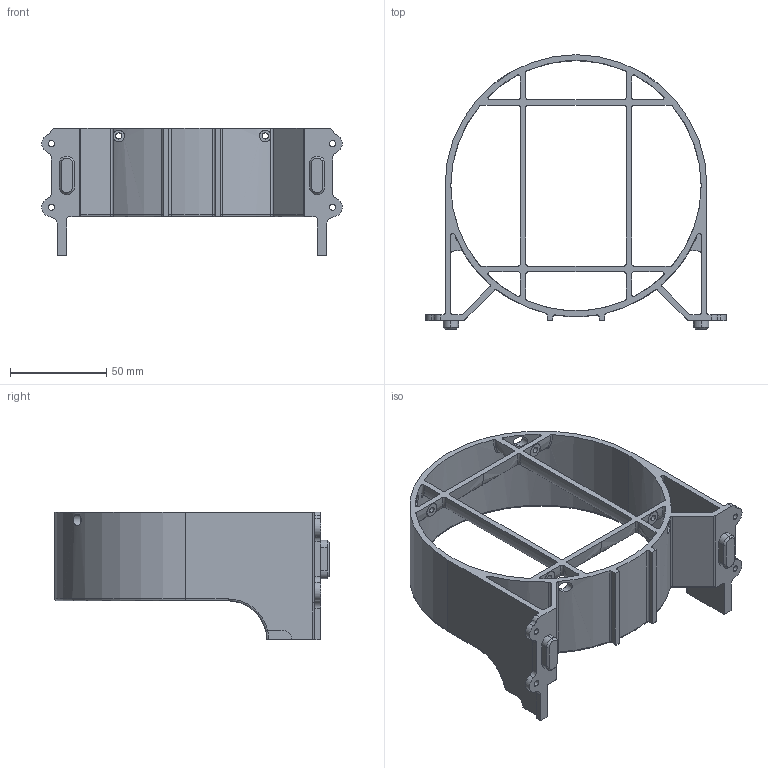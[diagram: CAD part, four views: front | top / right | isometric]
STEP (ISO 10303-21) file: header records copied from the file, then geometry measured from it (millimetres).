
FILE_DESCRIPTION (( 'STEP AP214' ), '1' );
FILE_NAME ('Canal horizontal V3.STEP', '2019-07-27T15:05:27', ( '' ), ( '' ), 'SwSTEP 2.0', 'SolidWorks 2017', '' );
FILE_SCHEMA (( 'AUTOMOTIVE_DESIGN' ));
Length unit declared in the file: millimetre
Products named in the file (1): Canal horizontal V3
Bounding box: 156 x 142.5 x 66.2 mm (x, y, z)
Volume: 97017.2 mm3; surface area: 67989.4 mm2
Topology: 1 solids, 1 shells, 272 faces, 732 edges, 444 vertices
Faces by surface type: cylinder 117, bspline 66, plane 58, torus 25, cone 6
Entity records: 13362 total; most frequent: CARTESIAN_POINT 6938, ORIENTED_EDGE 1428, DIRECTION 1229, EDGE_CURVE 714, AXIS2_PLACEMENT_3D 486, VERTEX_POINT 444, EDGE_LOOP 322, CIRCLE 279
